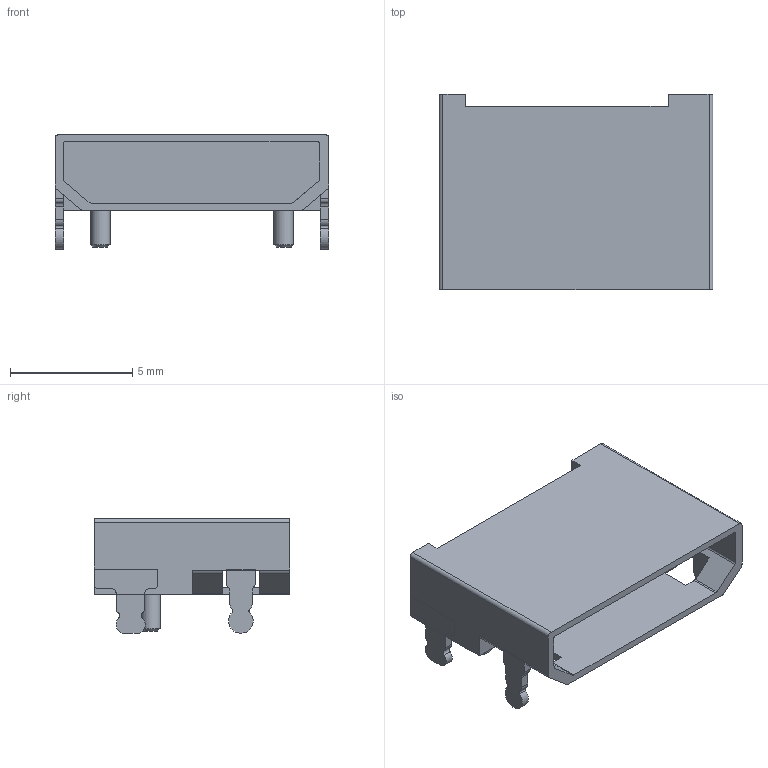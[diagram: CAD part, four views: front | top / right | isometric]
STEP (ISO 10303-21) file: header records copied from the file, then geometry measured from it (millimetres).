
FILE_DESCRIPTION(('FreeCAD Model'),'2;1');
FILE_NAME('Open CASCADE Shape Model','2024-09-12T00:27:04',('Author'),( ''),'Open CASCADE STEP processor 7.8','FreeCAD','Unknown');
FILE_SCHEMA(('AUTOMOTIVE_DESIGN { 1 0 10303 214 1 1 1 1 }'));
Length unit declared in the file: millimetre
Products named in the file (1): Body
Bounding box: 11.2 x 8 x 4.7 mm (x, y, z)
Volume: 136.6 mm3; surface area: 434.3 mm2
Topology: 1 solids, 1 shells, 111 faces, 340 edges, 230 vertices
Faces by surface type: plane 59, cylinder 50, cone 2
Full cylindrical faces by diameter (mm): 0.8 x2
Entity records: 3876 total; most frequent: CARTESIAN_POINT 682, ORIENTED_EDGE 680, DIRECTION 676, EDGE_CURVE 340, VERTEX_POINT 230, LINE 228, VECTOR 228, AXIS2_PLACEMENT_3D 224
